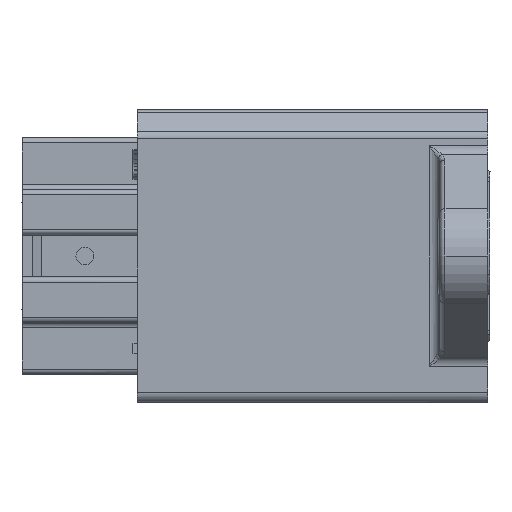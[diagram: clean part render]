
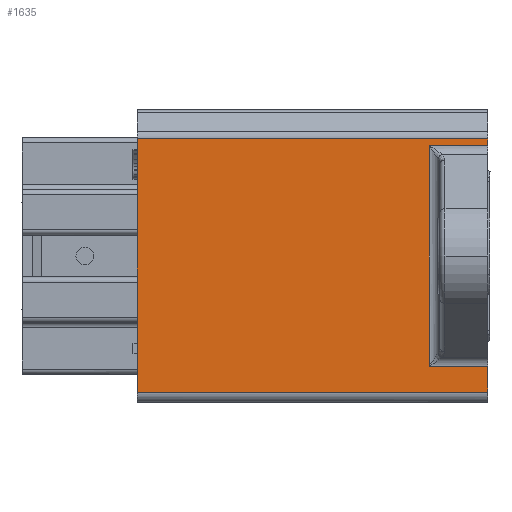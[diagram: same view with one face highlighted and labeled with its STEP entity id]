
A CAD part, left-side view. The second image highlights one B-rep face of the part: STEP entity #1635.
In plain terms, the highlighted planar face has unit normal (-1, 0, 0).
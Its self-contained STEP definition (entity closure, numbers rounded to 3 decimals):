
#1592=AXIS2_PLACEMENT_3D('Plane Axis2P3D',#1589,#1590,#1591) ;
#244=CARTESIAN_POINT('Vertex',(-17.,0.,11.186)) ;
#247=CARTESIAN_POINT('Line Origine',(-17.,0.,10.865)) ;
#251=CARTESIAN_POINT('Vertex',(-17.,0.,10.544)) ;
#311=CARTESIAN_POINT('Vertex',(-17.,0.,-10.544)) ;
#314=CARTESIAN_POINT('Line Origine',(-17.,0.,-11.772)) ;
#318=CARTESIAN_POINT('Vertex',(-17.,0.,-13.)) ;
#1570=CARTESIAN_POINT('Line Origine',(-17.,-0.119,11.186)) ;
#1574=CARTESIAN_POINT('Vertex',(-17.,33.5,11.186)) ;
#1589=CARTESIAN_POINT('Axis2P3D Location',(-17.,0.,-14.)) ;
#1594=CARTESIAN_POINT('Line Origine',(-17.,33.5,-0.907)) ;
#1598=CARTESIAN_POINT('Vertex',(-17.,33.5,-13.)) ;
#1601=CARTESIAN_POINT('Line Origine',(-17.,16.75,-13.)) ;
#1606=CARTESIAN_POINT('Line Origine',(-17.,2.8,-10.544)) ;
#1610=CARTESIAN_POINT('Vertex',(-17.,5.6,-10.544)) ;
#1613=CARTESIAN_POINT('Line Origine',(-17.,5.6,0.)) ;
#1617=CARTESIAN_POINT('Vertex',(-17.,5.6,10.544)) ;
#1620=CARTESIAN_POINT('Line Origine',(-17.,2.8,10.544)) ;
#248=DIRECTION('Vector Direction',(0.,0.,1.)) ;
#315=DIRECTION('Vector Direction',(0.,0.,1.)) ;
#1571=DIRECTION('Vector Direction',(0.,1.,0.)) ;
#1590=DIRECTION('Axis2P3D Direction',(-1.,0.,0.)) ;
#1591=DIRECTION('Axis2P3D XDirection',(0.,0.,1.)) ;
#1595=DIRECTION('Vector Direction',(0.,0.,1.)) ;
#1602=DIRECTION('Vector Direction',(0.,-1.,0.)) ;
#1607=DIRECTION('Vector Direction',(0.,-1.,0.)) ;
#1614=DIRECTION('Vector Direction',(0.,0.,-1.)) ;
#1621=DIRECTION('Vector Direction',(0.,1.,0.)) ;
#249=VECTOR('Line Direction',#248,1.) ;
#316=VECTOR('Line Direction',#315,1.) ;
#1572=VECTOR('Line Direction',#1571,1.) ;
#1596=VECTOR('Line Direction',#1595,1.) ;
#1603=VECTOR('Line Direction',#1602,1.) ;
#1608=VECTOR('Line Direction',#1607,1.) ;
#1615=VECTOR('Line Direction',#1614,1.) ;
#1622=VECTOR('Line Direction',#1621,1.) ;
#1626=ORIENTED_EDGE('',*,*,#253,.T.) ;
#1627=ORIENTED_EDGE('',*,*,#1576,.T.) ;
#1628=ORIENTED_EDGE('',*,*,#1600,.F.) ;
#1629=ORIENTED_EDGE('',*,*,#1605,.T.) ;
#1630=ORIENTED_EDGE('',*,*,#320,.T.) ;
#1631=ORIENTED_EDGE('',*,*,#1612,.F.) ;
#1632=ORIENTED_EDGE('',*,*,#1619,.F.) ;
#1633=ORIENTED_EDGE('',*,*,#1624,.F.) ;
#1635=ADVANCED_FACE('72316601002_TOTAL ASS''Y,SUB,GER-10ST\\54626601102_FRAME ASS''''Y,LOWER,GER-10,ST\\FRAME ASS''''Y,LOWER,GER-10,ST\\Body.3',(#1634),#1593,.T.) ;
#253=EDGE_CURVE('',#252,#245,#250,.T.) ;
#320=EDGE_CURVE('',#319,#312,#317,.T.) ;
#1576=EDGE_CURVE('',#245,#1575,#1573,.T.) ;
#1600=EDGE_CURVE('',#1599,#1575,#1597,.T.) ;
#1605=EDGE_CURVE('',#1599,#319,#1604,.T.) ;
#1612=EDGE_CURVE('',#1611,#312,#1609,.T.) ;
#1619=EDGE_CURVE('',#1618,#1611,#1616,.T.) ;
#1624=EDGE_CURVE('',#252,#1618,#1623,.T.) ;
#1625=EDGE_LOOP('',(#1626,#1627,#1628,#1629,#1630,#1631,#1632,#1633)) ;
#1634=FACE_OUTER_BOUND('',#1625,.T.) ;
#250=LINE('Line',#247,#249) ;
#317=LINE('Line',#314,#316) ;
#1573=LINE('Line',#1570,#1572) ;
#1597=LINE('Line',#1594,#1596) ;
#1604=LINE('Line',#1601,#1603) ;
#1609=LINE('Line',#1606,#1608) ;
#1616=LINE('Line',#1613,#1615) ;
#1623=LINE('Line',#1620,#1622) ;
#1593=PLANE('',#1592) ;
#245=VERTEX_POINT('',#244) ;
#252=VERTEX_POINT('',#251) ;
#312=VERTEX_POINT('',#311) ;
#319=VERTEX_POINT('',#318) ;
#1575=VERTEX_POINT('',#1574) ;
#1599=VERTEX_POINT('',#1598) ;
#1611=VERTEX_POINT('',#1610) ;
#1618=VERTEX_POINT('',#1617) ;
